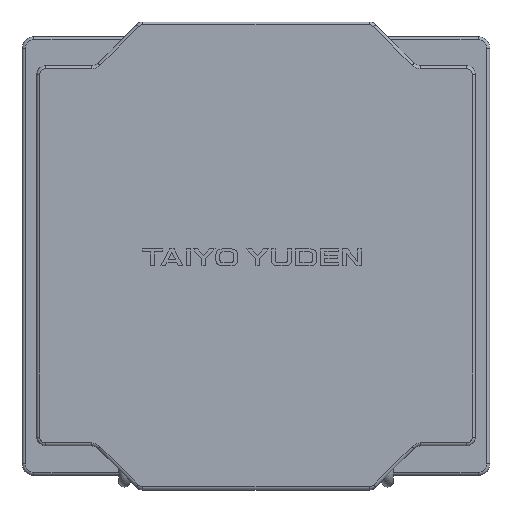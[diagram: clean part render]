
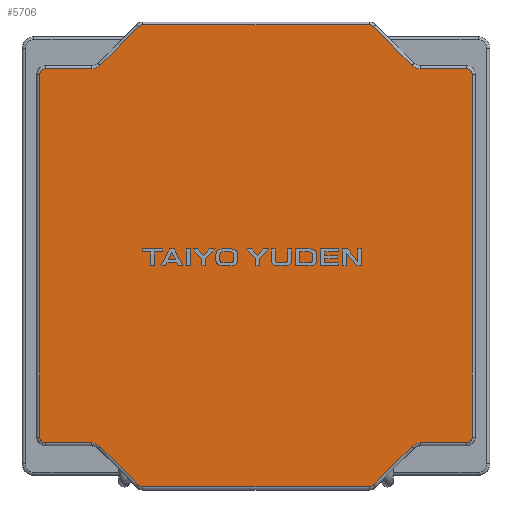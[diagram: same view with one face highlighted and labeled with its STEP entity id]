
A CAD part, top view. The second image highlights one B-rep face of the part: STEP entity #5706.
In plain terms, the highlighted planar face has unit normal (0, 0, 1).
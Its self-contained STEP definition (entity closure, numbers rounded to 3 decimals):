
#196=PLANE('',#6358);
#453=FACE_OUTER_BOUND('',#806,.T.);
#806=EDGE_LOOP('',(#4359,#4360,#4361,#4362,#4363,#4364,#4365,#4366,#4367,
#4368,#4369,#4370,#4371,#4372,#4373,#4374,#4375,#4376,#4377,#4378,#4379,
#4380,#4381,#4382));
#1167=CIRCLE('',#6285,0.1);
#1171=CIRCLE('',#6291,0.1);
#1175=CIRCLE('',#6297,0.2);
#1179=CIRCLE('',#6303,0.1);
#1183=CIRCLE('',#6309,0.1);
#1187=CIRCLE('',#6315,0.2);
#1191=CIRCLE('',#6321,0.1);
#1194=CIRCLE('',#6326,0.1);
#1197=CIRCLE('',#6331,0.2);
#1200=CIRCLE('',#6336,0.1);
#1203=CIRCLE('',#6341,0.1);
#1205=CIRCLE('',#6345,0.2);
#1442=LINE('',#9062,#1967);
#1443=LINE('',#9073,#1968);
#1445=LINE('',#9085,#1970);
#1447=LINE('',#9097,#1972);
#1449=LINE('',#9109,#1974);
#1451=LINE('',#9121,#1976);
#1453=LINE('',#9131,#1978);
#1454=LINE('',#9139,#1979);
#1455=LINE('',#9147,#1980);
#1456=LINE('',#9155,#1981);
#1457=LINE('',#9163,#1982);
#1458=LINE('',#9171,#1983);
#1967=VECTOR('',#7247,10.);
#1968=VECTOR('',#7260,10.);
#1970=VECTOR('',#7274,10.);
#1972=VECTOR('',#7288,10.);
#1974=VECTOR('',#7302,10.);
#1976=VECTOR('',#7316,10.);
#1978=VECTOR('',#7330,10.);
#1979=VECTOR('',#7341,10.);
#1980=VECTOR('',#7352,10.);
#1981=VECTOR('',#7363,10.);
#1982=VECTOR('',#7374,10.);
#1983=VECTOR('',#7385,10.);
#2583=VERTEX_POINT('',#9056);
#2585=VERTEX_POINT('',#9060);
#2587=VERTEX_POINT('',#9065);
#2589=VERTEX_POINT('',#9071);
#2591=VERTEX_POINT('',#9077);
#2593=VERTEX_POINT('',#9083);
#2595=VERTEX_POINT('',#9089);
#2597=VERTEX_POINT('',#9095);
#2599=VERTEX_POINT('',#9101);
#2601=VERTEX_POINT('',#9107);
#2603=VERTEX_POINT('',#9113);
#2605=VERTEX_POINT('',#9119);
#2606=VERTEX_POINT('',#9124);
#2607=VERTEX_POINT('',#9129);
#2608=VERTEX_POINT('',#9133);
#2609=VERTEX_POINT('',#9137);
#2610=VERTEX_POINT('',#9141);
#2611=VERTEX_POINT('',#9145);
#2612=VERTEX_POINT('',#9149);
#2613=VERTEX_POINT('',#9153);
#2614=VERTEX_POINT('',#9157);
#2615=VERTEX_POINT('',#9161);
#2616=VERTEX_POINT('',#9165);
#2617=VERTEX_POINT('',#9169);
#3198=EDGE_CURVE('',#2585,#2583,#1442,.T.);
#3200=EDGE_CURVE('',#2587,#2585,#1167,.T.);
#3203=EDGE_CURVE('',#2589,#2587,#1443,.T.);
#3206=EDGE_CURVE('',#2591,#2589,#1171,.T.);
#3209=EDGE_CURVE('',#2593,#2591,#1445,.T.);
#3212=EDGE_CURVE('',#2595,#2593,#1175,.T.);
#3215=EDGE_CURVE('',#2597,#2595,#1447,.T.);
#3218=EDGE_CURVE('',#2599,#2597,#1179,.T.);
#3221=EDGE_CURVE('',#2601,#2599,#1449,.T.);
#3224=EDGE_CURVE('',#2603,#2601,#1183,.T.);
#3227=EDGE_CURVE('',#2605,#2603,#1451,.T.);
#3230=EDGE_CURVE('',#2606,#2605,#1187,.T.);
#3233=EDGE_CURVE('',#2607,#2606,#1453,.T.);
#3235=EDGE_CURVE('',#2608,#2607,#1191,.T.);
#3237=EDGE_CURVE('',#2609,#2608,#1454,.T.);
#3239=EDGE_CURVE('',#2610,#2609,#1194,.T.);
#3241=EDGE_CURVE('',#2611,#2610,#1455,.T.);
#3243=EDGE_CURVE('',#2612,#2611,#1197,.T.);
#3245=EDGE_CURVE('',#2613,#2612,#1456,.T.);
#3247=EDGE_CURVE('',#2614,#2613,#1200,.T.);
#3249=EDGE_CURVE('',#2615,#2614,#1457,.T.);
#3251=EDGE_CURVE('',#2616,#2615,#1203,.T.);
#3253=EDGE_CURVE('',#2617,#2616,#1458,.T.);
#3254=EDGE_CURVE('',#2583,#2617,#1205,.T.);
#4359=ORIENTED_EDGE('',*,*,#3198,.F.);
#4360=ORIENTED_EDGE('',*,*,#3200,.F.);
#4361=ORIENTED_EDGE('',*,*,#3203,.F.);
#4362=ORIENTED_EDGE('',*,*,#3206,.F.);
#4363=ORIENTED_EDGE('',*,*,#3209,.F.);
#4364=ORIENTED_EDGE('',*,*,#3212,.F.);
#4365=ORIENTED_EDGE('',*,*,#3215,.F.);
#4366=ORIENTED_EDGE('',*,*,#3218,.F.);
#4367=ORIENTED_EDGE('',*,*,#3221,.F.);
#4368=ORIENTED_EDGE('',*,*,#3224,.F.);
#4369=ORIENTED_EDGE('',*,*,#3227,.F.);
#4370=ORIENTED_EDGE('',*,*,#3230,.F.);
#4371=ORIENTED_EDGE('',*,*,#3233,.F.);
#4372=ORIENTED_EDGE('',*,*,#3235,.F.);
#4373=ORIENTED_EDGE('',*,*,#3237,.F.);
#4374=ORIENTED_EDGE('',*,*,#3239,.F.);
#4375=ORIENTED_EDGE('',*,*,#3241,.F.);
#4376=ORIENTED_EDGE('',*,*,#3243,.F.);
#4377=ORIENTED_EDGE('',*,*,#3245,.F.);
#4378=ORIENTED_EDGE('',*,*,#3247,.F.);
#4379=ORIENTED_EDGE('',*,*,#3249,.F.);
#4380=ORIENTED_EDGE('',*,*,#3251,.F.);
#4381=ORIENTED_EDGE('',*,*,#3253,.F.);
#4382=ORIENTED_EDGE('',*,*,#3254,.F.);
#5706=ADVANCED_FACE('',(#453),#196,.T.);
#6285=AXIS2_PLACEMENT_3D('',#9067,#7252,#7253);
#6291=AXIS2_PLACEMENT_3D('',#9079,#7266,#7267);
#6297=AXIS2_PLACEMENT_3D('',#9091,#7280,#7281);
#6303=AXIS2_PLACEMENT_3D('',#9103,#7294,#7295);
#6309=AXIS2_PLACEMENT_3D('',#9115,#7308,#7309);
#6315=AXIS2_PLACEMENT_3D('',#9126,#7322,#7323);
#6321=AXIS2_PLACEMENT_3D('',#9135,#7335,#7336);
#6326=AXIS2_PLACEMENT_3D('',#9143,#7346,#7347);
#6331=AXIS2_PLACEMENT_3D('',#9151,#7357,#7358);
#6336=AXIS2_PLACEMENT_3D('',#9159,#7368,#7369);
#6341=AXIS2_PLACEMENT_3D('',#9167,#7379,#7380);
#6345=AXIS2_PLACEMENT_3D('',#9173,#7388,#7389);
#6358=AXIS2_PLACEMENT_3D('',#9197,#7425,#7426);
#7247=DIRECTION('',(-0.707,0.707,0.));
#7252=DIRECTION('center_axis',(0.,0.,-1.));
#7253=DIRECTION('ref_axis',(-0.383,-0.924,0.));
#7260=DIRECTION('',(-1.,0.,0.));
#7266=DIRECTION('center_axis',(0.,0.,-1.));
#7267=DIRECTION('ref_axis',(0.383,-0.924,0.));
#7274=DIRECTION('',(-0.707,-0.707,0.));
#7280=DIRECTION('center_axis',(0.,0.,1.));
#7281=DIRECTION('ref_axis',(-0.383,0.924,0.));
#7288=DIRECTION('',(-1.,0.,0.));
#7294=DIRECTION('center_axis',(0.,0.,-1.));
#7295=DIRECTION('ref_axis',(0.707,-0.707,0.));
#7302=DIRECTION('',(0.,-1.,0.));
#7308=DIRECTION('center_axis',(0.,0.,-1.));
#7309=DIRECTION('ref_axis',(0.707,0.707,0.));
#7316=DIRECTION('',(1.,0.,0.));
#7322=DIRECTION('center_axis',(0.,0.,1.));
#7323=DIRECTION('ref_axis',(-0.383,-0.924,0.));
#7330=DIRECTION('',(0.707,-0.707,0.));
#7335=DIRECTION('center_axis',(0.,0.,-1.));
#7336=DIRECTION('ref_axis',(0.383,0.924,0.));
#7341=DIRECTION('',(1.,0.,0.));
#7346=DIRECTION('center_axis',(0.,0.,-1.));
#7347=DIRECTION('ref_axis',(-0.383,0.924,0.));
#7352=DIRECTION('',(0.707,0.707,0.));
#7357=DIRECTION('center_axis',(0.,0.,1.));
#7358=DIRECTION('ref_axis',(0.383,-0.924,0.));
#7363=DIRECTION('',(1.,0.,0.));
#7368=DIRECTION('center_axis',(0.,0.,-1.));
#7369=DIRECTION('ref_axis',(-0.707,0.707,0.));
#7374=DIRECTION('',(0.,1.,0.));
#7379=DIRECTION('center_axis',(0.,0.,-1.));
#7380=DIRECTION('ref_axis',(-0.707,-0.707,0.));
#7385=DIRECTION('',(-1.,0.,0.));
#7388=DIRECTION('center_axis',(0.,0.,1.));
#7389=DIRECTION('ref_axis',(0.383,0.924,0.));
#7425=DIRECTION('center_axis',(0.,0.,1.));
#7426=DIRECTION('ref_axis',(1.,0.,0.));
#9056=CARTESIAN_POINT('',(-2.671,-3.259,3.));
#9060=CARTESIAN_POINT('',(-2.009,-3.921,3.));
#9062=CARTESIAN_POINT('',(-2.84,-3.09,3.));
#9065=CARTESIAN_POINT('',(-1.938,-3.95,3.));
#9067=CARTESIAN_POINT('Origin',(-1.938,-3.85,3.));
#9071=CARTESIAN_POINT('',(1.938,-3.95,3.));
#9073=CARTESIAN_POINT('',(-1.,-3.95,3.));
#9077=CARTESIAN_POINT('',(2.009,-3.921,3.));
#9079=CARTESIAN_POINT('Origin',(1.938,-3.85,3.));
#9083=CARTESIAN_POINT('',(2.671,-3.259,3.));
#9085=CARTESIAN_POINT('',(2.465,-3.465,3.));
#9089=CARTESIAN_POINT('',(2.812,-3.2,3.));
#9091=CARTESIAN_POINT('Origin',(2.812,-3.4,3.));
#9095=CARTESIAN_POINT('',(3.6,-3.2,3.));
#9097=CARTESIAN_POINT('',(1.375,-3.2,3.));
#9101=CARTESIAN_POINT('',(3.7,-3.1,3.));
#9103=CARTESIAN_POINT('Origin',(3.6,-3.1,3.));
#9107=CARTESIAN_POINT('',(3.7,3.1,3.));
#9109=CARTESIAN_POINT('',(3.7,-1.625,3.));
#9113=CARTESIAN_POINT('',(3.6,3.2,3.));
#9115=CARTESIAN_POINT('Origin',(3.6,3.1,3.));
#9119=CARTESIAN_POINT('',(2.812,3.2,3.));
#9121=CARTESIAN_POINT('',(1.875,3.2,3.));
#9124=CARTESIAN_POINT('',(2.671,3.259,3.));
#9126=CARTESIAN_POINT('Origin',(2.812,3.4,3.));
#9129=CARTESIAN_POINT('',(2.009,3.921,3.));
#9131=CARTESIAN_POINT('',(2.84,3.09,3.));
#9133=CARTESIAN_POINT('',(1.938,3.95,3.));
#9135=CARTESIAN_POINT('Origin',(1.938,3.85,3.));
#9137=CARTESIAN_POINT('',(-1.938,3.95,3.));
#9139=CARTESIAN_POINT('',(1.,3.95,3.));
#9141=CARTESIAN_POINT('',(-2.009,3.921,3.));
#9143=CARTESIAN_POINT('Origin',(-1.938,3.85,3.));
#9145=CARTESIAN_POINT('',(-2.671,3.259,3.));
#9147=CARTESIAN_POINT('',(-2.465,3.465,3.));
#9149=CARTESIAN_POINT('',(-2.812,3.2,3.));
#9151=CARTESIAN_POINT('Origin',(-2.812,3.4,3.));
#9153=CARTESIAN_POINT('',(-3.6,3.2,3.));
#9155=CARTESIAN_POINT('',(-1.375,3.2,3.));
#9157=CARTESIAN_POINT('',(-3.7,3.1,3.));
#9159=CARTESIAN_POINT('Origin',(-3.6,3.1,3.));
#9161=CARTESIAN_POINT('',(-3.7,-3.1,3.));
#9163=CARTESIAN_POINT('',(-3.7,1.625,3.));
#9165=CARTESIAN_POINT('',(-3.6,-3.2,3.));
#9167=CARTESIAN_POINT('Origin',(-3.6,-3.1,3.));
#9169=CARTESIAN_POINT('',(-2.812,-3.2,3.));
#9171=CARTESIAN_POINT('',(-1.875,-3.2,3.));
#9173=CARTESIAN_POINT('Origin',(-2.812,-3.4,3.));
#9197=CARTESIAN_POINT('Origin',(0.,0.,3.));
